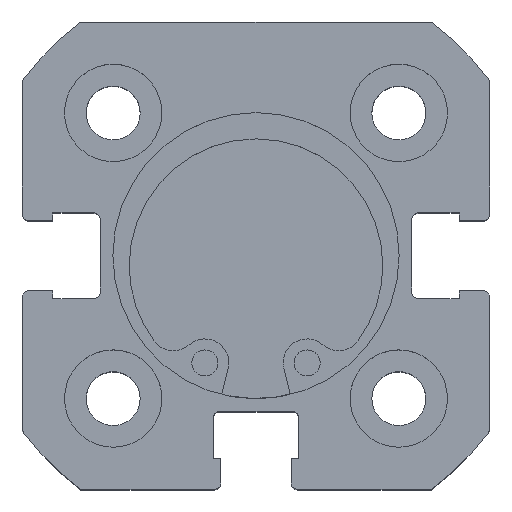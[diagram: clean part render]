
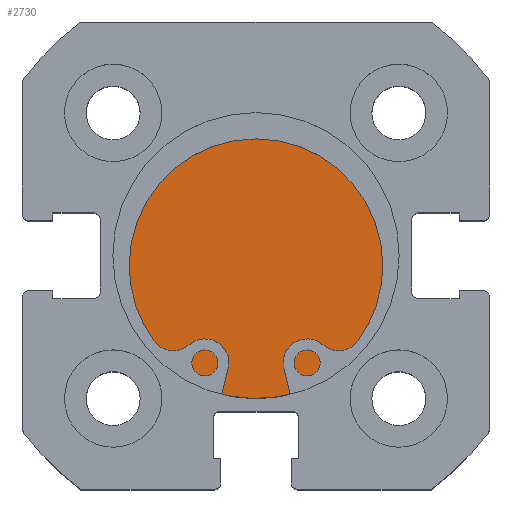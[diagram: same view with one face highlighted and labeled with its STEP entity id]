
A CAD part, top view. The second image highlights one B-rep face of the part: STEP entity #2730.
In plain terms, the highlighted face is planar.
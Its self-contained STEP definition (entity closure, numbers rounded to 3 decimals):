
#55 = ORIENTED_EDGE ( 'NONE', *, *, #3610, .F. ) ;
#216 = PLANE ( 'NONE',  #5373 ) ;
#220 = CARTESIAN_POINT ( 'NONE',  ( 6., 11., 0. ) ) ;
#1132 = CIRCLE ( 'NONE', #5616, 11. ) ;
#1201 = CIRCLE ( 'NONE', #1249, 11. ) ;
#1249 = AXIS2_PLACEMENT_3D ( 'NONE', #1699, #1705, #1706 ) ;
#1573 = CARTESIAN_POINT ( 'NONE',  ( 6., 0., 0. ) ) ;
#1574 = DIRECTION ( 'NONE',  ( -1., 0., 0. ) ) ;
#1575 = DIRECTION ( 'NONE',  ( 0., 0., 1. ) ) ;
#1699 = CARTESIAN_POINT ( 'NONE',  ( 6., 0., 0. ) ) ;
#1705 = DIRECTION ( 'NONE',  ( -1., 0., 0. ) ) ;
#1706 = DIRECTION ( 'NONE',  ( 0., 0., 1. ) ) ;
#2233 = ORIENTED_EDGE ( 'NONE', *, *, #3660, .F. ) ;
#2559 = VERTEX_POINT ( 'NONE', #5219 ) ;
#2671 = VERTEX_POINT ( 'NONE', #5539 ) ;
#2730 = ADVANCED_FACE ( 'NONE', ( #4261 ), #216, .F. ) ;
#3610 = EDGE_CURVE ( 'NONE', #2559, #2671, #1132, .T. ) ;
#3660 = EDGE_CURVE ( 'NONE', #2671, #2559, #1201, .T. ) ;
#4261 = FACE_OUTER_BOUND ( 'NONE', #4510, .T. ) ;
#4510 = EDGE_LOOP ( 'NONE', ( #55, #2233 ) ) ;
#5143 = DIRECTION ( 'NONE',  ( 0., 0., 1. ) ) ;
#5219 = CARTESIAN_POINT ( 'NONE',  ( 6., 0., 11. ) ) ;
#5373 = AXIS2_PLACEMENT_3D ( 'NONE', #220, #5716, #5143 ) ;
#5539 = CARTESIAN_POINT ( 'NONE',  ( 6., 0., -11. ) ) ;
#5616 = AXIS2_PLACEMENT_3D ( 'NONE', #1573, #1574, #1575 ) ;
#5716 = DIRECTION ( 'NONE',  ( -1., 0., 0. ) ) ;
